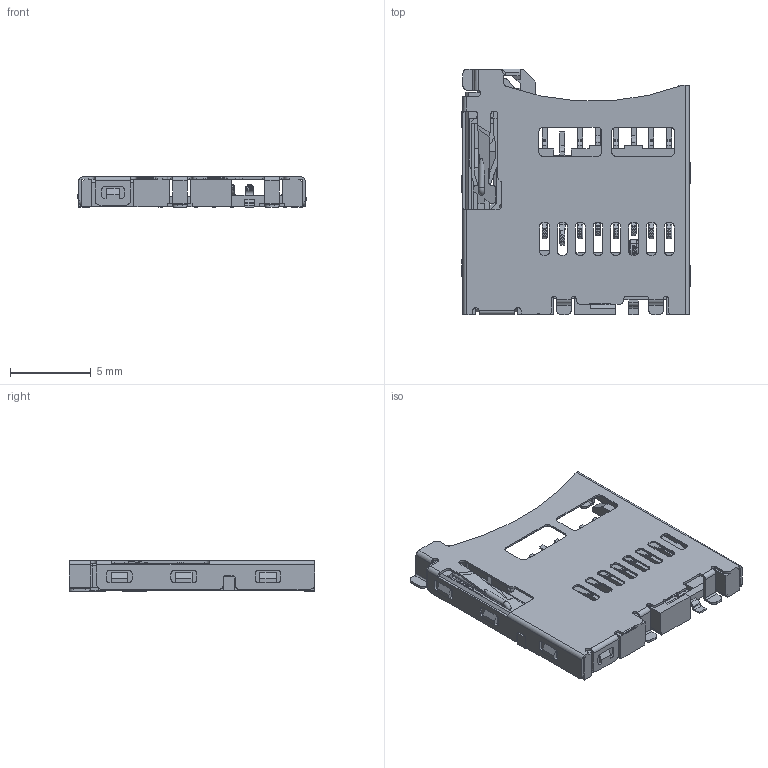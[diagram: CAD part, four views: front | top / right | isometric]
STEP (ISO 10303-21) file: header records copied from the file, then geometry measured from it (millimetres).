
FILE_DESCRIPTION((''),'2;1');
FILE_NAME('473521001','2018-11-23T',('gga'),(''),'PRO/ENGINEER BY PARAMETRIC TECHNOLOGY CORPORATION, 2016010','PRO/ENGINEER BY PARAMETRIC TECHNOLOGY CORPORATION, 2016010','');
FILE_SCHEMA(('CONFIG_CONTROL_DESIGN'));
Products named in the file (1): 473521001
Bounding box: 14.1 x 15.2 x 1.88 mm (x, y, z)
Volume: 121.6 mm3; surface area: 977.3 mm2
Topology: 1 solids, 1 shells, 1604 faces, 4462 edges, 2828 vertices
Faces by surface type: plane 910, cylinder 440, bspline 89, torus 81, cone 50, sphere 32, extrusion 2
Entity records: 76621 total; most frequent: CARTESIAN_POINT 36185, ORIENTED_EDGE 8756, DIRECTION 7904, EDGE_CURVE 4378, VECTOR 2988, LINE 2986, VERTEX_POINT 2776, AXIS2_PLACEMENT_3D 2458
